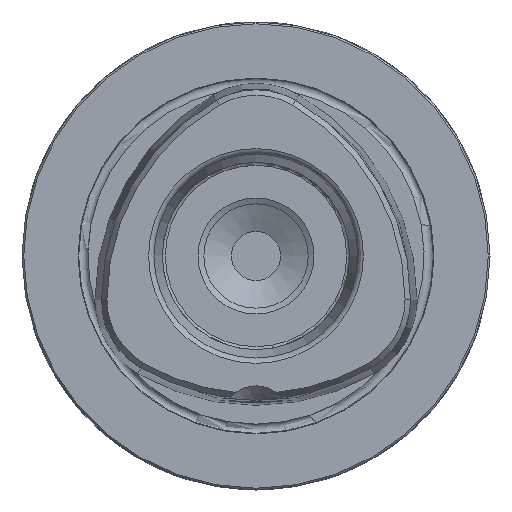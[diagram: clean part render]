
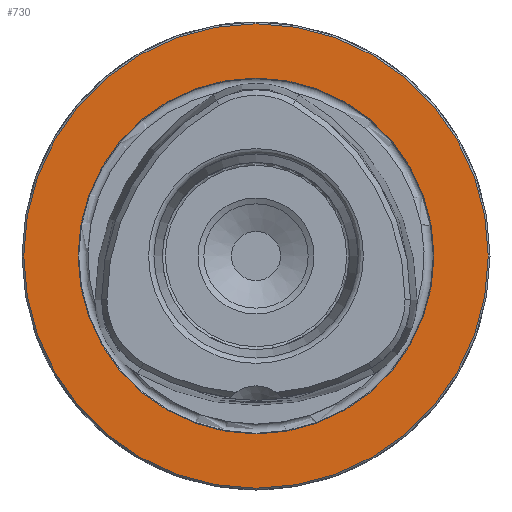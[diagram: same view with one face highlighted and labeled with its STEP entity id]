
A CAD part, left-side view. The second image highlights one B-rep face of the part: STEP entity #730.
In plain terms, the highlighted planar face has unit normal (-1, 0, 0).
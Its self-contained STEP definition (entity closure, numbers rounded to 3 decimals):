
#730 = ADVANCED_FACE( '', ( #1493, #1494 ), #1495, .T. );
#1493 = FACE_OUTER_BOUND( '', #2239, .T. );
#1494 = FACE_BOUND( '', #2240, .T. );
#1495 = PLANE( '', #2241 );
#2239 = EDGE_LOOP( '', ( #3750 ) );
#2240 = EDGE_LOOP( '', ( #3751 ) );
#2241 = AXIS2_PLACEMENT_3D( '', #3752, #3753, #3754 );
#3750 = ORIENTED_EDGE( '', *, *, #3961, .T. );
#3751 = ORIENTED_EDGE( '', *, *, #3916, .F. );
#3752 = CARTESIAN_POINT( '', ( 0., 0., 30.25 ) );
#3753 = DIRECTION( '', ( -1., 0., 0. ) );
#3754 = DIRECTION( '', ( 0., 0., 1. ) );
#3916 = EDGE_CURVE( '', #4521, #4521, #4522, .T. );
#3961 = EDGE_CURVE( '', #4600, #4600, #4601, .T. );
#4521 = VERTEX_POINT( '', #5399 );
#4522 = CIRCLE( '', #5400, 30.414 );
#4600 = VERTEX_POINT( '', #5507 );
#4601 = CIRCLE( '', #5508, 39.7 );
#5399 = CARTESIAN_POINT( '', ( 0., 0., 30.414 ) );
#5400 = AXIS2_PLACEMENT_3D( '', #7086, #7087, #7088 );
#5507 = CARTESIAN_POINT( '', ( 0., 0., 39.7 ) );
#5508 = AXIS2_PLACEMENT_3D( '', #7155, #7156, #7157 );
#7086 = CARTESIAN_POINT( '', ( 0., 0., 0. ) );
#7087 = DIRECTION( '', ( -1., 0., 0. ) );
#7088 = DIRECTION( '', ( 0., 0., 1. ) );
#7155 = CARTESIAN_POINT( '', ( 0., 0., 0. ) );
#7156 = DIRECTION( '', ( -1., 0., 0. ) );
#7157 = DIRECTION( '', ( 0., 0., 1. ) );
